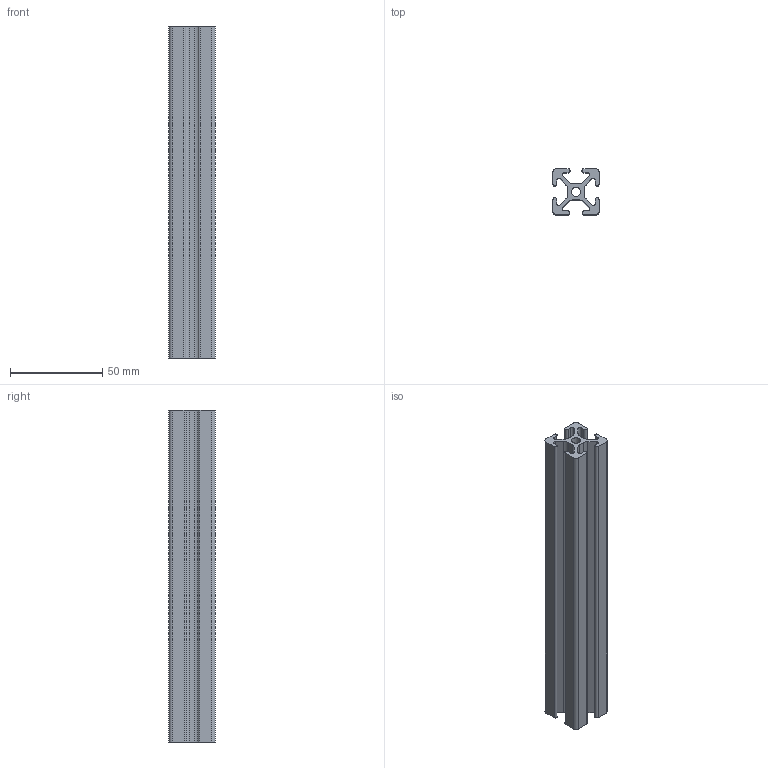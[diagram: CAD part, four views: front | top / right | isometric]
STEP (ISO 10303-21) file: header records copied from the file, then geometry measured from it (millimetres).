
FILE_DESCRIPTION (( 'STEP AP214' ), '1' );
FILE_NAME ('65686A19-C99C-49A9-9213-CE1FD7E6D473.STEP', '2025-09-13T00:45:49', ( '' ), ( '' ), 'SwSTEP 2.0', 'SolidWorks 2022', '' );
FILE_SCHEMA (( 'AUTOMOTIVE_DESIGN' ));
Length unit declared in the file: millimetre
Products named in the file (1): 65686A19-C99C-49A9-9213-CE1FD7E6D473
Bounding box: 25 x 25 x 180 mm (x, y, z)
Volume: 49450.7 mm3; surface area: 38348.1 mm2
Topology: 1 solids, 1 shells, 64 faces, 186 edges, 124 vertices
Faces by surface type: cylinder 34, plane 30
Entity records: 2176 total; most frequent: DIRECTION 384, CARTESIAN_POINT 375, ORIENTED_EDGE 372, EDGE_CURVE 186, AXIS2_PLACEMENT_3D 133, VERTEX_POINT 124, LINE 118, VECTOR 118
